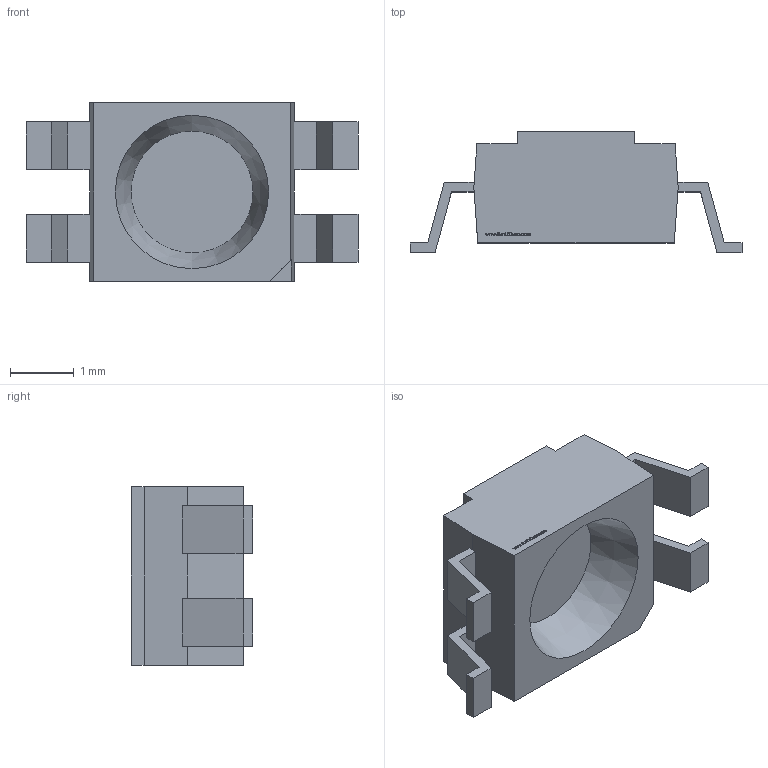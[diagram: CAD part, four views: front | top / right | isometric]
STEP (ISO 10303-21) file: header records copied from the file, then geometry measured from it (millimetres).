
FILE_DESCRIPTION(/* description */ ('STEP AP242','CAx-IF Rec.Pracs.---Representation and Presentation of Product Manufacturing Information (PMI)---4.0---2014-10-13','CAx-IF Rec.Pracs.---3D Tessellated Geometry---0.4---2014-09-14','2;1'),/* implementation_level */ '2;1');
FILE_NAME(/* name */ '66b745d56e665c5641c72f26',/* time_stamp */ '2024-08-10T10:49:57Z',/* author */ (''),/* organization */ (''),/* preprocessor_version */ 'ST-DEVELOPER v20',/* originating_system */ ' ',/* authorisation */ ' ');
FILE_SCHEMA (('AP242_MANAGED_MODEL_BASED_3D_ENGINEERING_MIM_LF { 1 0 10303 442 1 1 4 }'));
Length unit declared in the file: metre
Products named in the file (1): XZxxxxxx45S-9
Bounding box: 5.2 x 1.9 x 2.8 mm (x, y, z)
Volume: 12.5 mm3; surface area: 54.1 mm2
Topology: 1 solids, 1 shells, 276 faces, 759 edges, 506 vertices
Faces by surface type: plane 176, bspline 99, cone 1
Entity records: 14863 total; most frequent: CARTESIAN_POINT 6816, ORIENTED_EDGE 1516, DIRECTION 934, EDGE_CURVE 758, LINE 558, VECTOR 558, VERTEX_POINT 506, EDGE_LOOP 298
